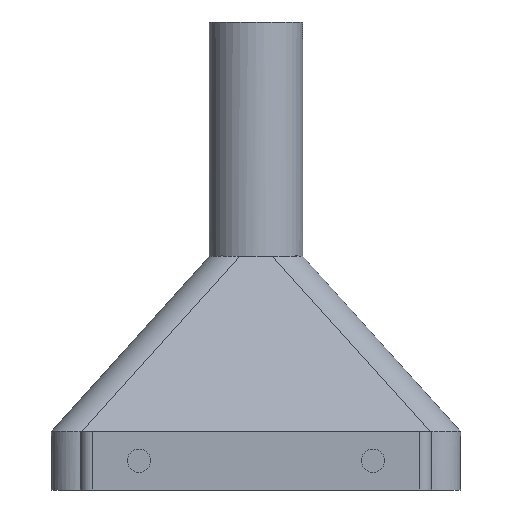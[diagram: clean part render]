
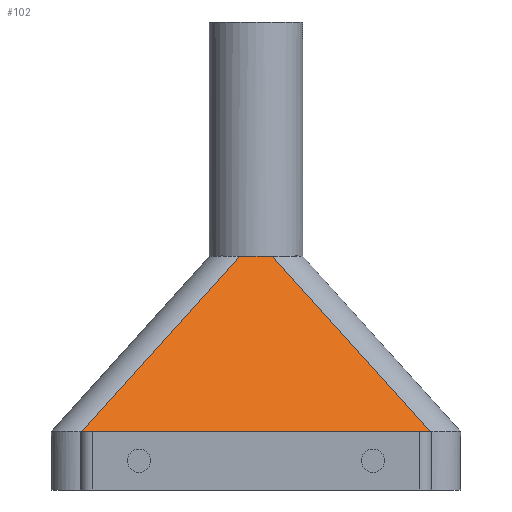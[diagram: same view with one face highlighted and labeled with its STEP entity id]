
A CAD part, left-side view. The second image highlights one B-rep face of the part: STEP entity #102.
In plain terms, the highlighted planar face has unit normal (-0.743, 0, 0.669).
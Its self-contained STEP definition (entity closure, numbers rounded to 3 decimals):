
#102=ADVANCED_FACE('',(#1184),#1186,.T.);
#1184=FACE_BOUND('',#1185,.T.);
#1185=EDGE_LOOP('',(#3200,#3201,#3202,#3203,#3204,#3205,#3206));
#1186=PLANE('',#1187);
#1187=AXIS2_PLACEMENT_3D('',#1188,#1189,#1190);
#1188=CARTESIAN_POINT('',(-75.,35.,10.));
#1189=DIRECTION('',(-0.743,0.,0.669));
#1190=DIRECTION('',(0.,-1.,0.));
#3200=ORIENTED_EDGE('',*,*,#3682,.F.);
#3201=ORIENTED_EDGE('',*,*,#3571,.F.);
#3202=ORIENTED_EDGE('',*,*,#3684,.T.);
#3203=ORIENTED_EDGE('',*,*,#3687,.F.);
#3204=ORIENTED_EDGE('',*,*,#3688,.T.);
#3205=ORIENTED_EDGE('',*,*,#3689,.T.);
#3206=ORIENTED_EDGE('',*,*,#3690,.F.);
#3571=EDGE_CURVE('',#3935,#3930,#3937,.F.);
#3682=EDGE_CURVE('',#3930,#4118,#4119,.T.);
#3684=EDGE_CURVE('',#3935,#4121,#4122,.T.);
#3687=EDGE_CURVE('',#4126,#4121,#4127,.T.);
#3688=EDGE_CURVE('',#4126,#4128,#4129,.F.);
#3689=EDGE_CURVE('',#4128,#4130,#4131,.F.);
#3690=EDGE_CURVE('',#4118,#4130,#4132,.T.);
#3930=VERTEX_POINT('',#4732);
#3935=VERTEX_POINT('',#4744);
#3937=LINE('',#4749,#4750);
#4118=VERTEX_POINT('',#6196);
#4119=LINE('',#6197,#6198);
#4121=VERTEX_POINT('',#6204);
#4122=LINE('',#6205,#6206);
#4126=VERTEX_POINT('',#6216);
#4127=LINE('',#6217,#6218);
#4128=VERTEX_POINT('',#6220);
#4129=(BOUNDED_CURVE()B_SPLINE_CURVE(3,
(#6221,#6222,#6223,#6224),
.UNSPECIFIED.,.F.,.F.)B_SPLINE_CURVE_WITH_KNOTS((4,4),
(0.,1.),
.UNSPECIFIED.)CURVE()GEOMETRIC_REPRESENTATION_ITEM()RATIONAL_B_SPLINE_CURVE((1.,
1.,1.,1.))REPRESENTATION_ITEM(''));
#4130=VERTEX_POINT('',#6225);
#4131=(BOUNDED_CURVE()B_SPLINE_CURVE(3,
(#6226,#6227,#6228,#6229),
.UNSPECIFIED.,.F.,.F.)B_SPLINE_CURVE_WITH_KNOTS((4,4),
(0.,1.),
.UNSPECIFIED.)CURVE()GEOMETRIC_REPRESENTATION_ITEM()RATIONAL_B_SPLINE_CURVE((1.,
1.,1.,1.))REPRESENTATION_ITEM(''));
#4132=LINE('',#6230,#6231);
#4732=CARTESIAN_POINT('',(-75.,29.798,10.));
#4744=CARTESIAN_POINT('',(-75.,-29.798,10.));
#4749=CARTESIAN_POINT('',(-75.,29.798,10.));
#4750=VECTOR('',#4751,1.);
#4751=DIRECTION('',(0.,-1.,0.));
#6196=CARTESIAN_POINT('',(-47.988,2.786,40.));
#6197=CARTESIAN_POINT('',(-75.,29.798,10.));
#6198=VECTOR('',#6199,1.);
#6199=DIRECTION('',(0.556,-0.556,0.618));
#6204=CARTESIAN_POINT('',(-47.988,-2.786,40.));
#6205=CARTESIAN_POINT('',(-75.,-29.798,10.));
#6206=VECTOR('',#6207,1.);
#6207=DIRECTION('',(0.556,0.556,0.618));
#6216=CARTESIAN_POINT('',(-47.988,-0.44,40.));
#6217=CARTESIAN_POINT('',(-47.988,-0.44,40.));
#6218=VECTOR('',#6219,1.);
#6219=DIRECTION('',(0.,-1.,0.));
#6220=CARTESIAN_POINT('',(-48.,0.,39.987));
#6221=CARTESIAN_POINT('',(-48.,0.,39.987));
#6222=CARTESIAN_POINT('',(-48.,-0.147,39.987));
#6223=CARTESIAN_POINT('',(-47.996,-0.294,39.991));
#6224=CARTESIAN_POINT('',(-47.988,-0.44,40.));
#6225=CARTESIAN_POINT('',(-47.988,0.44,40.));
#6226=CARTESIAN_POINT('',(-47.988,0.44,40.));
#6227=CARTESIAN_POINT('',(-47.996,0.294,39.991));
#6228=CARTESIAN_POINT('',(-48.,0.147,39.987));
#6229=CARTESIAN_POINT('',(-48.,0.,39.987));
#6230=CARTESIAN_POINT('',(-47.988,2.786,40.));
#6231=VECTOR('',#6232,1.);
#6232=DIRECTION('',(0.,-1.,0.));
